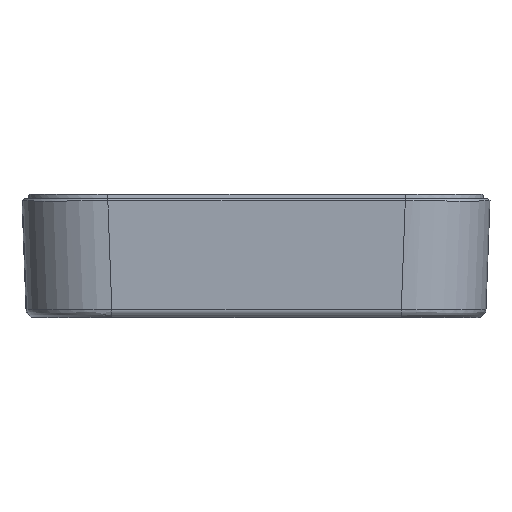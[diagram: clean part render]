
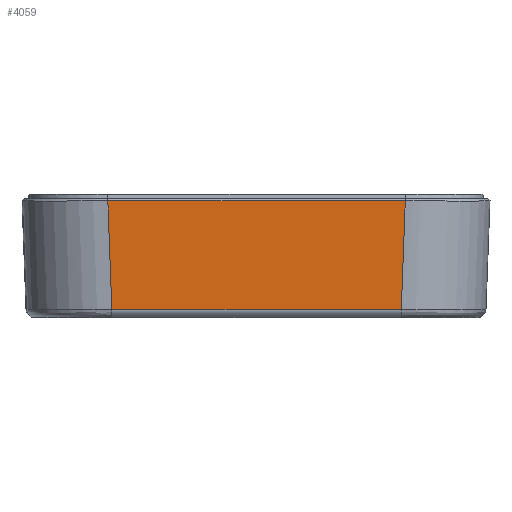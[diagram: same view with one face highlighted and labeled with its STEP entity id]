
A CAD part, front view. The second image highlights one B-rep face of the part: STEP entity #4059.
In plain terms, the highlighted face is planar.
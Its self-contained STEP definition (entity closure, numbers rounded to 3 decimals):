
#459 = CARTESIAN_POINT ( 'NONE',  ( -35.03, 27.46, 75.017 ) ) ;
#712 = LINE ( 'NONE', #3993, #6734 ) ;
#1803 = CARTESIAN_POINT ( 'NONE',  ( 54., 1.926, 74.071 ) ) ;
#1813 = CARTESIAN_POINT ( 'NONE',  ( -33.893, -3.249, 73.88 ) ) ;
#2172 = CARTESIAN_POINT ( 'NONE',  ( 54., 27.46, 75.017 ) ) ;
#2873 = VERTEX_POINT ( 'NONE', #5023 ) ;
#3993 = CARTESIAN_POINT ( 'NONE',  ( 34.041, 0.738, 74.027 ) ) ;
#4059 = ADVANCED_FACE ( 'NONE', ( #17465 ), #14179, .T. ) ;
#4144 = ORIENTED_EDGE ( 'NONE', *, *, #17579, .F. ) ;
#5023 = CARTESIAN_POINT ( 'NONE',  ( -34.085, 1.926, 74.071 ) ) ;
#6734 = VECTOR ( 'NONE', #20242, 1000. ) ;
#6998 = LINE ( 'NONE', #1803, #19167 ) ;
#7392 = ORIENTED_EDGE ( 'NONE', *, *, #14292, .F. ) ;
#7433 = LINE ( 'NONE', #1813, #16337 ) ;
#9919 = DIRECTION ( 'NONE',  ( -0.037, 0.999, 0.037 ) ) ;
#10956 = CARTESIAN_POINT ( 'NONE',  ( 54., 0., 74. ) ) ;
#11093 = VECTOR ( 'NONE', #15175, 1000. ) ;
#13530 = ORIENTED_EDGE ( 'NONE', *, *, #14826, .T. ) ;
#14114 = LINE ( 'NONE', #2172, #11093 ) ;
#14153 = EDGE_CURVE ( 'NONE', #17554, #2873, #6998, .T. ) ;
#14179 = PLANE ( 'NONE',  #17287 ) ;
#14292 = EDGE_CURVE ( 'NONE', #16315, #17554, #712, .T. ) ;
#14739 = CARTESIAN_POINT ( 'NONE',  ( 35.03, 27.46, 75.017 ) ) ;
#14826 = EDGE_CURVE ( 'NONE', #16315, #20459, #14114, .T. ) ;
#15175 = DIRECTION ( 'NONE',  ( -1., 0., 0. ) ) ;
#15751 = DIRECTION ( 'NONE',  ( 0., -0.999, -0.037 ) ) ;
#16084 = ORIENTED_EDGE ( 'NONE', *, *, #14153, .F. ) ;
#16293 = DIRECTION ( 'NONE',  ( -1., 0., 0. ) ) ;
#16309 = CARTESIAN_POINT ( 'NONE',  ( 34.085, 1.926, 74.071 ) ) ;
#16315 = VERTEX_POINT ( 'NONE', #14739 ) ;
#16337 = VECTOR ( 'NONE', #9919, 1000. ) ;
#17287 = AXIS2_PLACEMENT_3D ( 'NONE', #10956, #17567, #15751 ) ;
#17465 = FACE_OUTER_BOUND ( 'NONE', #19643, .T. ) ;
#17554 = VERTEX_POINT ( 'NONE', #16309 ) ;
#17567 = DIRECTION ( 'NONE',  ( 0., -0.037, 0.999 ) ) ;
#17579 = EDGE_CURVE ( 'NONE', #2873, #20459, #7433, .T. ) ;
#19167 = VECTOR ( 'NONE', #16293, 1000. ) ;
#19643 = EDGE_LOOP ( 'NONE', ( #7392, #13530, #4144, #16084 ) ) ;
#20242 = DIRECTION ( 'NONE',  ( -0.037, -0.999, -0.037 ) ) ;
#20459 = VERTEX_POINT ( 'NONE', #459 ) ;
